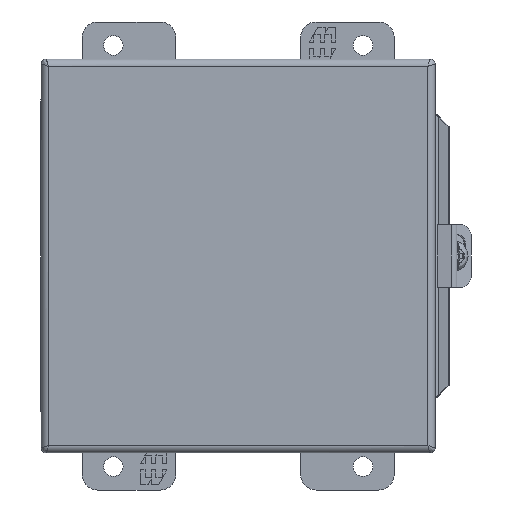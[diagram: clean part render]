
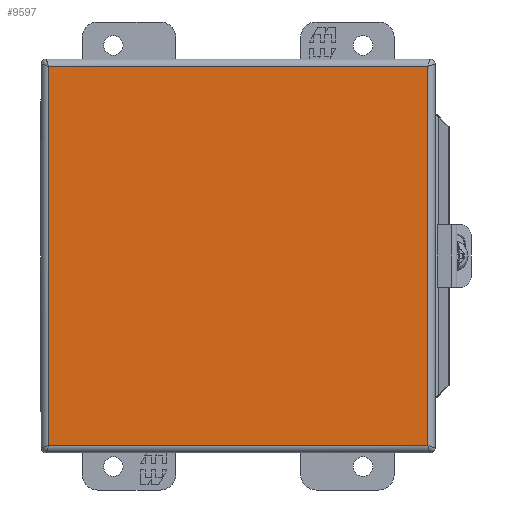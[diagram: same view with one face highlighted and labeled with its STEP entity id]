
A CAD part, front view. The second image highlights one B-rep face of the part: STEP entity #9597.
In plain terms, the highlighted planar face has unit normal (0, -1, 0).
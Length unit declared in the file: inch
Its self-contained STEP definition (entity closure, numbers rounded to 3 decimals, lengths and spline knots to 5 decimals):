
#1917 = CARTESIAN_POINT ( 'NONE',  ( 3.0378, -4.19685, 3.15591 ) ) ;
#2044 = CARTESIAN_POINT ( 'NONE',  ( -3.15591, -4.19685, 3.0378 ) ) ;
#2328 = VERTEX_POINT ( 'NONE', #15933 ) ;
#2537 = CARTESIAN_POINT ( 'NONE',  ( -3.0378, -4.19685, -3.0378 ) ) ;
#3611 = ORIENTED_EDGE ( 'NONE', *, *, #19145, .T. ) ;
#6011 = LINE ( 'NONE', #15469, #22038 ) ;
#7518 = ORIENTED_EDGE ( 'NONE', *, *, #13223, .T. ) ;
#7674 = DIRECTION ( 'NONE',  ( 0., 0., -1. ) ) ;
#8026 = CARTESIAN_POINT ( 'NONE',  ( -3.0378, -4.19685, -3.15591 ) ) ;
#8232 = VERTEX_POINT ( 'NONE', #2537 ) ;
#8862 = DIRECTION ( 'NONE',  ( 0., -1., 0. ) ) ;
#9543 = DIRECTION ( 'NONE',  ( 1., 0., 0. ) ) ;
#9597 = ADVANCED_FACE ( 'NONE', ( #26061 ), #21381, .T. ) ;
#10807 = EDGE_LOOP ( 'NONE', ( #7518, #3611, #20186, #25616 ) ) ;
#12241 = LINE ( 'NONE', #1917, #14845 ) ;
#12333 = EDGE_CURVE ( 'NONE', #17258, #2328, #12241, .T. ) ;
#13223 = EDGE_CURVE ( 'NONE', #25613, #8232, #26904, .T. ) ;
#13248 = CARTESIAN_POINT ( 'NONE',  ( 0., -4.19685, 0. ) ) ;
#14080 = VECTOR ( 'NONE', #20849, 39.37008 ) ;
#14392 = VECTOR ( 'NONE', #7674, 39.37008 ) ;
#14845 = VECTOR ( 'NONE', #18821, 39.37008 ) ;
#15151 = DIRECTION ( 'NONE',  ( 0., 0., -1. ) ) ;
#15469 = CARTESIAN_POINT ( 'NONE',  ( 3.15591, -4.19685, -3.0378 ) ) ;
#15933 = CARTESIAN_POINT ( 'NONE',  ( 3.0378, -4.19685, 3.0378 ) ) ;
#17258 = VERTEX_POINT ( 'NONE', #23067 ) ;
#17947 = AXIS2_PLACEMENT_3D ( 'NONE', #13248, #8862, #15151 ) ;
#18300 = CARTESIAN_POINT ( 'NONE',  ( -3.0378, -4.19685, 3.0378 ) ) ;
#18821 = DIRECTION ( 'NONE',  ( 0., 0., 1. ) ) ;
#19145 = EDGE_CURVE ( 'NONE', #8232, #17258, #6011, .T. ) ;
#20186 = ORIENTED_EDGE ( 'NONE', *, *, #12333, .T. ) ;
#20849 = DIRECTION ( 'NONE',  ( -1., 0., 0. ) ) ;
#21381 = PLANE ( 'NONE',  #17947 ) ;
#22038 = VECTOR ( 'NONE', #9543, 39.37008 ) ;
#23067 = CARTESIAN_POINT ( 'NONE',  ( 3.0378, -4.19685, -3.0378 ) ) ;
#24379 = EDGE_CURVE ( 'NONE', #2328, #25613, #25277, .T. ) ;
#25277 = LINE ( 'NONE', #2044, #14080 ) ;
#25613 = VERTEX_POINT ( 'NONE', #18300 ) ;
#25616 = ORIENTED_EDGE ( 'NONE', *, *, #24379, .T. ) ;
#26061 = FACE_OUTER_BOUND ( 'NONE', #10807, .T. ) ;
#26904 = LINE ( 'NONE', #8026, #14392 ) ;
